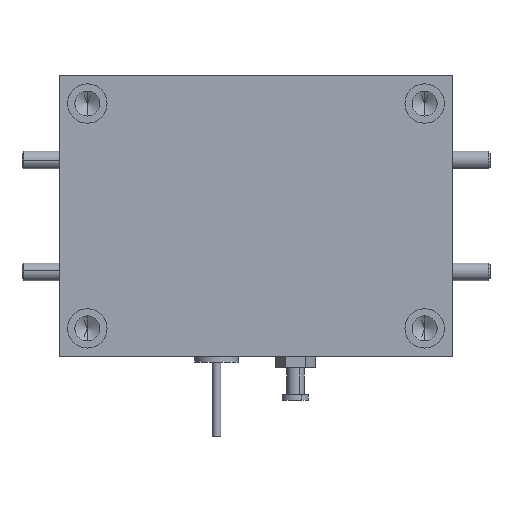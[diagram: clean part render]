
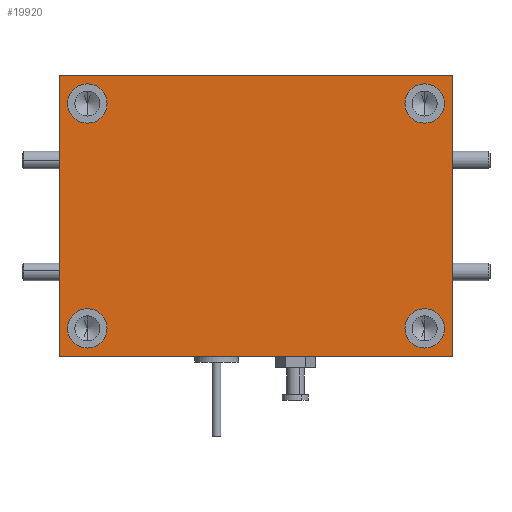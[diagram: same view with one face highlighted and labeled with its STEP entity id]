
A CAD part, front view. The second image highlights one B-rep face of the part: STEP entity #19920.
In plain terms, the highlighted planar face has unit normal (0, -1, 0).
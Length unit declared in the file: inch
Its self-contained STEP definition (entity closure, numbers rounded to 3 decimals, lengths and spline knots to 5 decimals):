
#26 = EDGE_CURVE ( 'NONE', #11274, #3458, #15086, .T. ) ;
#202 = LINE ( 'NONE', #6336, #7298 ) ;
#642 = CARTESIAN_POINT ( 'NONE',  ( 1.6037, -1.00475, 1.73617 ) ) ;
#867 = CIRCLE ( 'NONE', #19423, 0.07 ) ;
#1352 = CIRCLE ( 'NONE', #16284, 0.07 ) ;
#1395 = ORIENTED_EDGE ( 'NONE', *, *, #4405, .F. ) ;
#1762 = CARTESIAN_POINT ( 'NONE',  ( 0.3037, -1.00475, 0.90617 ) ) ;
#1837 = ORIENTED_EDGE ( 'NONE', *, *, #26, .F. ) ;
#1914 = CARTESIAN_POINT ( 'NONE',  ( 0.4037, -1.00475, 1.80617 ) ) ;
#2042 = EDGE_CURVE ( 'NONE', #18194, #14763, #9994, .T. ) ;
#2408 = EDGE_LOOP ( 'NONE', ( #14074, #10052 ) ) ;
#2452 = EDGE_LOOP ( 'NONE', ( #14526, #8986 ) ) ;
#2704 = CIRCLE ( 'NONE', #8680, 0.07 ) ;
#2910 = LINE ( 'NONE', #11334, #6091 ) ;
#3458 = VERTEX_POINT ( 'NONE', #19616 ) ;
#3521 = EDGE_CURVE ( 'NONE', #14763, #18194, #1352, .T. ) ;
#3978 = CARTESIAN_POINT ( 'NONE',  ( 0.4037, -1.00475, 1.80617 ) ) ;
#4093 = DIRECTION ( 'NONE',  ( 0., 0., -1. ) ) ;
#4405 = EDGE_CURVE ( 'NONE', #16484, #16254, #2704, .T. ) ;
#4587 = EDGE_LOOP ( 'NONE', ( #8442, #4925, #8802, #6865 ) ) ;
#4817 = DIRECTION ( 'NONE',  ( 1., 0., 0. ) ) ;
#4856 = EDGE_CURVE ( 'NONE', #20391, #15490, #2910, .T. ) ;
#4925 = ORIENTED_EDGE ( 'NONE', *, *, #4856, .F. ) ;
#4970 = DIRECTION ( 'NONE',  ( 0., 0., 1. ) ) ;
#4972 = CARTESIAN_POINT ( 'NONE',  ( 1.6037, -1.00475, 1.00617 ) ) ;
#5131 = AXIS2_PLACEMENT_3D ( 'NONE', #1914, #8254, #6688 ) ;
#5190 = CIRCLE ( 'NONE', #13166, 0.07 ) ;
#5240 = AXIS2_PLACEMENT_3D ( 'NONE', #20171, #16877, #5945 ) ;
#5381 = VECTOR ( 'NONE', #15852, 39.37008 ) ;
#5456 = ORIENTED_EDGE ( 'NONE', *, *, #19198, .F. ) ;
#5688 = CIRCLE ( 'NONE', #15657, 0.07 ) ;
#5837 = CARTESIAN_POINT ( 'NONE',  ( 0.4037, -1.00475, 1.00617 ) ) ;
#5883 = CARTESIAN_POINT ( 'NONE',  ( 0.4037, -1.00475, 1.07617 ) ) ;
#5945 = DIRECTION ( 'NONE',  ( 0., 0., -1. ) ) ;
#6091 = VECTOR ( 'NONE', #9466, 39.37008 ) ;
#6229 = DIRECTION ( 'NONE',  ( 0., -1., 0. ) ) ;
#6336 = CARTESIAN_POINT ( 'NONE',  ( 0.3037, -1.00475, 1.90617 ) ) ;
#6688 = DIRECTION ( 'NONE',  ( 0., 0., -1. ) ) ;
#6865 = ORIENTED_EDGE ( 'NONE', *, *, #20448, .F. ) ;
#6981 = EDGE_CURVE ( 'NONE', #11389, #10632, #867, .T. ) ;
#7298 = VECTOR ( 'NONE', #4970, 39.37008 ) ;
#7459 = CARTESIAN_POINT ( 'NONE',  ( 1.6037, -1.00475, 0.93617 ) ) ;
#7479 = EDGE_LOOP ( 'NONE', ( #1837, #9713 ) ) ;
#7520 = CARTESIAN_POINT ( 'NONE',  ( 0.4037, -1.00475, 1.73617 ) ) ;
#7870 = CARTESIAN_POINT ( 'NONE',  ( 1.7037, -1.00475, 0.90617 ) ) ;
#8254 = DIRECTION ( 'NONE',  ( 0., -1., 0. ) ) ;
#8442 = ORIENTED_EDGE ( 'NONE', *, *, #15512, .F. ) ;
#8522 = DIRECTION ( 'NONE',  ( 0., -1., 0. ) ) ;
#8680 = AXIS2_PLACEMENT_3D ( 'NONE', #5837, #15190, #13842 ) ;
#8802 = ORIENTED_EDGE ( 'NONE', *, *, #17256, .F. ) ;
#8910 = DIRECTION ( 'NONE',  ( 0., 0., -1. ) ) ;
#8986 = ORIENTED_EDGE ( 'NONE', *, *, #2042, .F. ) ;
#9461 = DIRECTION ( 'NONE',  ( 0., 0., -1. ) ) ;
#9466 = DIRECTION ( 'NONE',  ( -1., 0., 0. ) ) ;
#9545 = LINE ( 'NONE', #7870, #5381 ) ;
#9713 = ORIENTED_EDGE ( 'NONE', *, *, #12564, .F. ) ;
#9763 = EDGE_CURVE ( 'NONE', #10632, #11389, #5190, .T. ) ;
#9994 = CIRCLE ( 'NONE', #15281, 0.07 ) ;
#10044 = CARTESIAN_POINT ( 'NONE',  ( 1.7037, -1.00475, 0.90617 ) ) ;
#10052 = ORIENTED_EDGE ( 'NONE', *, *, #6981, .F. ) ;
#10632 = VERTEX_POINT ( 'NONE', #642 ) ;
#10804 = CARTESIAN_POINT ( 'NONE',  ( 1.7037, -1.00475, 1.90617 ) ) ;
#11069 = VERTEX_POINT ( 'NONE', #10804 ) ;
#11274 = VERTEX_POINT ( 'NONE', #7520 ) ;
#11334 = CARTESIAN_POINT ( 'NONE',  ( 0.3037, -1.00475, 0.90617 ) ) ;
#11389 = VERTEX_POINT ( 'NONE', #18509 ) ;
#11430 = EDGE_LOOP ( 'NONE', ( #5456, #1395 ) ) ;
#11659 = CARTESIAN_POINT ( 'NONE',  ( 1.6037, -1.00475, 1.00617 ) ) ;
#11865 = FACE_OUTER_BOUND ( 'NONE', #4587, .T. ) ;
#11961 = DIRECTION ( 'NONE',  ( 0., 0., -1. ) ) ;
#12274 = VECTOR ( 'NONE', #4817, 39.37008 ) ;
#12503 = CARTESIAN_POINT ( 'NONE',  ( 1.6037, -1.00475, 1.80617 ) ) ;
#12564 = EDGE_CURVE ( 'NONE', #3458, #11274, #5688, .T. ) ;
#13166 = AXIS2_PLACEMENT_3D ( 'NONE', #15230, #18767, #8910 ) ;
#13211 = CIRCLE ( 'NONE', #5240, 0.07 ) ;
#13313 = FACE_BOUND ( 'NONE', #2408, .T. ) ;
#13842 = DIRECTION ( 'NONE',  ( 0., 0., -1. ) ) ;
#13843 = DIRECTION ( 'NONE',  ( 0., 0., -1. ) ) ;
#14074 = ORIENTED_EDGE ( 'NONE', *, *, #9763, .F. ) ;
#14234 = CARTESIAN_POINT ( 'NONE',  ( 0.3037, -1.00475, 1.90617 ) ) ;
#14526 = ORIENTED_EDGE ( 'NONE', *, *, #3521, .F. ) ;
#14575 = LINE ( 'NONE', #16237, #12274 ) ;
#14763 = VERTEX_POINT ( 'NONE', #7459 ) ;
#14779 = FACE_BOUND ( 'NONE', #11430, .T. ) ;
#14864 = DIRECTION ( 'NONE',  ( 0., 0., -1. ) ) ;
#14870 = FACE_BOUND ( 'NONE', #2452, .T. ) ;
#15086 = CIRCLE ( 'NONE', #5131, 0.07 ) ;
#15190 = DIRECTION ( 'NONE',  ( 0., -1., 0. ) ) ;
#15230 = CARTESIAN_POINT ( 'NONE',  ( 1.6037, -1.00475, 1.80617 ) ) ;
#15281 = AXIS2_PLACEMENT_3D ( 'NONE', #4972, #6229, #9461 ) ;
#15292 = DIRECTION ( 'NONE',  ( 0., -1., 0. ) ) ;
#15490 = VERTEX_POINT ( 'NONE', #1762 ) ;
#15512 = EDGE_CURVE ( 'NONE', #15490, #16101, #202, .T. ) ;
#15657 = AXIS2_PLACEMENT_3D ( 'NONE', #3978, #15292, #13843 ) ;
#15852 = DIRECTION ( 'NONE',  ( 0., 0., -1. ) ) ;
#15998 = CARTESIAN_POINT ( 'NONE',  ( 0.4037, -1.00475, 0.93617 ) ) ;
#16101 = VERTEX_POINT ( 'NONE', #14234 ) ;
#16237 = CARTESIAN_POINT ( 'NONE',  ( 1.7037, -1.00475, 1.90617 ) ) ;
#16254 = VERTEX_POINT ( 'NONE', #15998 ) ;
#16284 = AXIS2_PLACEMENT_3D ( 'NONE', #11659, #8522, #14864 ) ;
#16484 = VERTEX_POINT ( 'NONE', #5883 ) ;
#16525 = PLANE ( 'NONE',  #18568 ) ;
#16630 = DIRECTION ( 'NONE',  ( 0., -1., 0. ) ) ;
#16877 = DIRECTION ( 'NONE',  ( 0., -1., 0. ) ) ;
#17256 = EDGE_CURVE ( 'NONE', #11069, #20391, #9545, .T. ) ;
#17993 = FACE_BOUND ( 'NONE', #7479, .T. ) ;
#18194 = VERTEX_POINT ( 'NONE', #19272 ) ;
#18195 = CARTESIAN_POINT ( 'NONE',  ( 1.0037, -1.00475, 1.40617 ) ) ;
#18509 = CARTESIAN_POINT ( 'NONE',  ( 1.6037, -1.00475, 1.87617 ) ) ;
#18568 = AXIS2_PLACEMENT_3D ( 'NONE', #18195, #16630, #11961 ) ;
#18767 = DIRECTION ( 'NONE',  ( 0., -1., 0. ) ) ;
#19198 = EDGE_CURVE ( 'NONE', #16254, #16484, #13211, .T. ) ;
#19272 = CARTESIAN_POINT ( 'NONE',  ( 1.6037, -1.00475, 1.07617 ) ) ;
#19423 = AXIS2_PLACEMENT_3D ( 'NONE', #12503, #19860, #4093 ) ;
#19616 = CARTESIAN_POINT ( 'NONE',  ( 0.4037, -1.00475, 1.87617 ) ) ;
#19860 = DIRECTION ( 'NONE',  ( 0., -1., 0. ) ) ;
#19920 = ADVANCED_FACE ( 'NONE', ( #14779, #14870, #13313, #17993, #11865 ), #16525, .T. ) ;
#20171 = CARTESIAN_POINT ( 'NONE',  ( 0.4037, -1.00475, 1.00617 ) ) ;
#20391 = VERTEX_POINT ( 'NONE', #10044 ) ;
#20448 = EDGE_CURVE ( 'NONE', #16101, #11069, #14575, .T. ) ;
